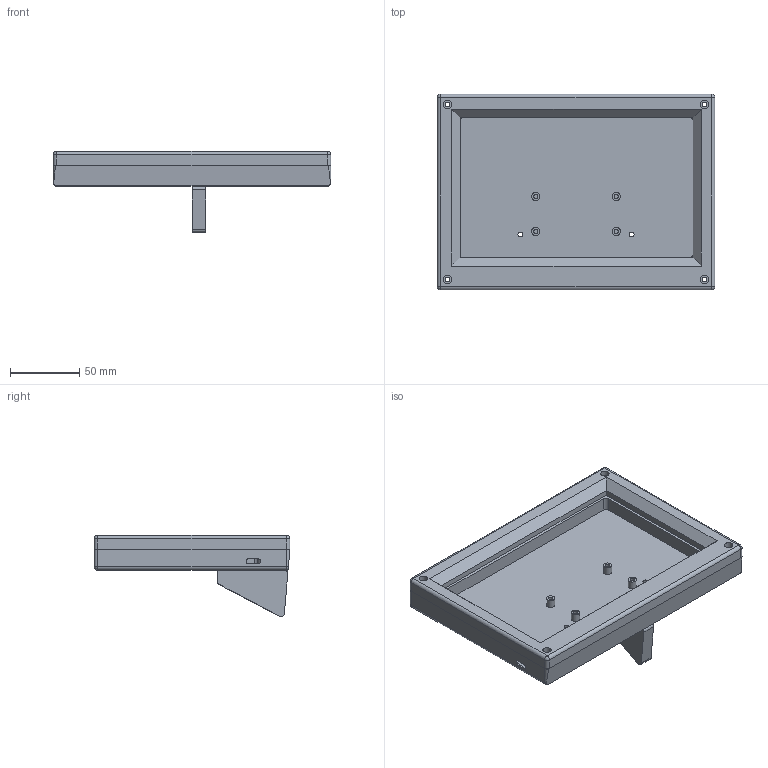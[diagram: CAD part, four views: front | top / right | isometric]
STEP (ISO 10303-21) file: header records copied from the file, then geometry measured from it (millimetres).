
FILE_DESCRIPTION(/* description */ (''),/* implementation_level */ '2;1');
FILE_NAME(/* name */ '7.5 E-Paper Frame.step',/* time_stamp */ '2024-02-24T13:45:34-05:00',/* author */ (''),/* organization */ (''),/* preprocessor_version */ 'ST-DEVELOPER v20',/* originating_system */ 'Autodesk Translation Framework v12.14.0.127',/* authorisation */ '');
FILE_SCHEMA (('AUTOMOTIVE_DESIGN { 1 0 10303 214 3 1 1 }'));
Length unit declared in the file: millimetre
Products named in the file (1): 7.5 E-Paper Frame
Bounding box: 200.2 x 141.2 x 58.53 mm (x, y, z)
Volume: 313752.3 mm3; surface area: 111595 mm2
Topology: 3 solids, 3 shells, 165 faces, 394 edges, 254 vertices
Faces by surface type: plane 92, cylinder 65, sphere 8
Full cylindrical faces by diameter (mm): 3 x4, 3.5 x14, 6 x10
Entity records: 4869 total; most frequent: DIRECTION 860, CARTESIAN_POINT 814, ORIENTED_EDGE 788, EDGE_CURVE 394, AXIS2_PLACEMENT_3D 300, LINE 260, VECTOR 260, VERTEX_POINT 254
